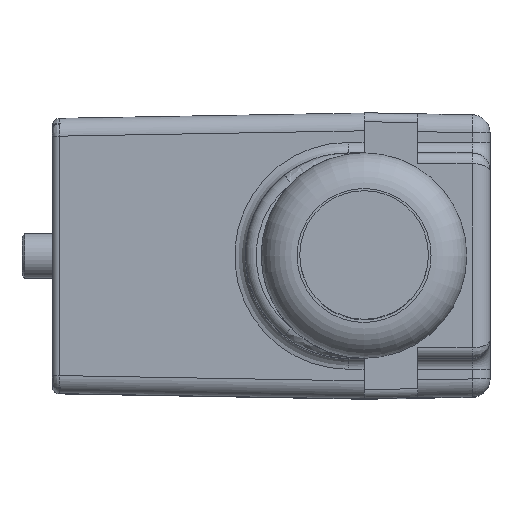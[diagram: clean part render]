
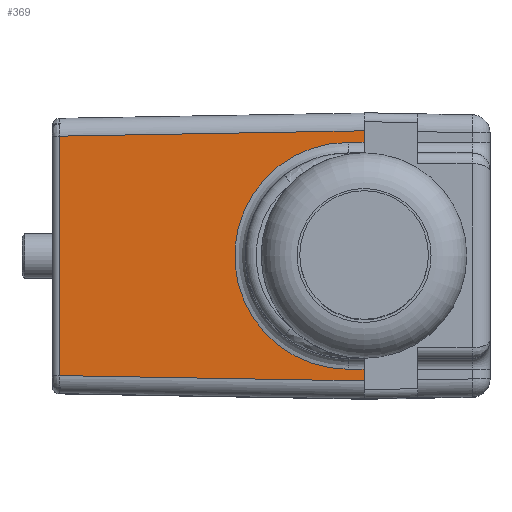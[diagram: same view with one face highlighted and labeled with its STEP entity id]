
A CAD part, top view. The second image highlights one B-rep face of the part: STEP entity #369.
In plain terms, the highlighted planar face has unit normal (-0.018, 0, 1).
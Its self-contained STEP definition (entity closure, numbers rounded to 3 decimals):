
#94=PLANE('',#3151);
#143=ELLIPSE('',#2973,6.351,6.35);
#369=ADVANCED_FACE('',(#595),#94,.F.);
#595=FACE_OUTER_BOUND('',#771,.T.);
#771=EDGE_LOOP('',(#1924,#1925,#1926,#1927,#1928,#1929,#1930,#1931));
#862=LINE('',#4351,#1090);
#864=LINE('',#4392,#1092);
#877=LINE('',#4447,#1105);
#898=LINE('',#4866,#1126);
#899=LINE('',#4870,#1127);
#933=LINE('',#4977,#1161);
#943=LINE('',#4991,#1171);
#1090=VECTOR('',#3437,1.);
#1092=VECTOR('',#3449,1.);
#1105=VECTOR('',#3498,1.);
#1126=VECTOR('',#3637,1.);
#1127=VECTOR('',#3642,1.);
#1161=VECTOR('',#3750,1.);
#1171=VECTOR('',#3768,1.);
#1924=ORIENTED_EDGE('',*,*,#2455,.T.);
#1925=ORIENTED_EDGE('',*,*,#2452,.T.);
#1926=ORIENTED_EDGE('',*,*,#2622,.T.);
#1927=ORIENTED_EDGE('',*,*,#2556,.T.);
#1928=ORIENTED_EDGE('',*,*,#2481,.T.);
#1929=ORIENTED_EDGE('',*,*,#2558,.T.);
#1930=ORIENTED_EDGE('',*,*,#2612,.T.);
#1931=ORIENTED_EDGE('',*,*,#2458,.T.);
#2177=VERTEX_POINT('',#4345);
#2180=VERTEX_POINT('',#4350);
#2181=VERTEX_POINT('',#4354);
#2184=VERTEX_POINT('',#4390);
#2190=VERTEX_POINT('',#4420);
#2196=VERTEX_POINT('',#4446);
#2242=VERTEX_POINT('',#4867);
#2243=VERTEX_POINT('',#4871);
#2452=EDGE_CURVE('',#2177,#2180,#862,.T.);
#2455=EDGE_CURVE('',#2181,#2177,#143,.T.);
#2458=EDGE_CURVE('',#2184,#2181,#864,.T.);
#2481=EDGE_CURVE('',#2190,#2196,#877,.T.);
#2556=EDGE_CURVE('',#2242,#2190,#898,.T.);
#2558=EDGE_CURVE('',#2196,#2243,#899,.T.);
#2612=EDGE_CURVE('',#2243,#2184,#933,.T.);
#2622=EDGE_CURVE('',#2180,#2242,#943,.T.);
#2973=AXIS2_PLACEMENT_3D('',#4357,#3444,#3445);
#3151=AXIS2_PLACEMENT_3D('',#5161,#3956,#3957);
#3437=DIRECTION('',(1.,0.,0.017));
#3444=DIRECTION('',(0.017,0.,-1.));
#3445=DIRECTION('',(-1.,0.,-0.017));
#3449=DIRECTION('',(-1.,0.,-0.017));
#3498=DIRECTION('',(0.,-1.,0.));
#3637=DIRECTION('',(-1.,-0.017,-0.017));
#3642=DIRECTION('',(1.,-0.017,0.017));
#3750=DIRECTION('',(0.,1.,0.));
#3768=DIRECTION('',(0.,1.,0.));
#3956=DIRECTION('',(0.017,0.,-1.));
#3957=DIRECTION('',(1.,0.,0.017));
#4345=CARTESIAN_POINT('',(-0.89,6.35,1.784));
#4350=CARTESIAN_POINT('',(0.,6.35,1.8));
#4351=CARTESIAN_POINT('',(7.249,6.35,1.927));
#4354=CARTESIAN_POINT('',(-0.89,-6.35,1.784));
#4357=CARTESIAN_POINT('',(-0.89,0.,1.784));
#4390=CARTESIAN_POINT('',(0.,-6.35,1.8));
#4392=CARTESIAN_POINT('',(7.249,-6.35,1.927));
#4420=CARTESIAN_POINT('',(-17.057,6.702,1.502));
#4446=CARTESIAN_POINT('',(-17.057,-6.702,1.502));
#4447=CARTESIAN_POINT('',(-17.057,-8.,1.502));
#4866=CARTESIAN_POINT('',(-17.433,6.696,1.496));
#4867=CARTESIAN_POINT('',(0.,7.,1.8));
#4870=CARTESIAN_POINT('',(0.017,-7.,1.8));
#4871=CARTESIAN_POINT('',(0.,-7.,1.8));
#4977=CARTESIAN_POINT('',(0.,-7.5,1.8));
#4991=CARTESIAN_POINT('',(0.,5.75,1.8));
#5161=CARTESIAN_POINT('',(7.249,-8.,1.927));
